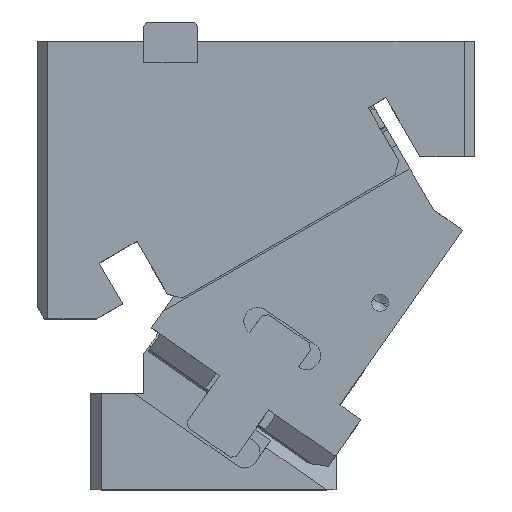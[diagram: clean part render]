
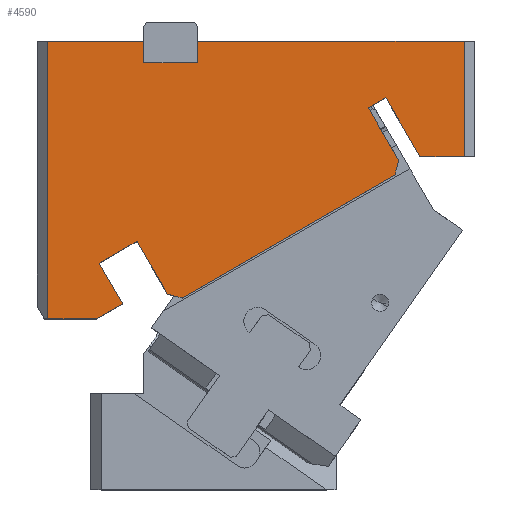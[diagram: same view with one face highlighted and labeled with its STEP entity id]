
A CAD part, top view. The second image highlights one B-rep face of the part: STEP entity #4590.
In plain terms, the highlighted planar face has unit normal (0, 0, 1).
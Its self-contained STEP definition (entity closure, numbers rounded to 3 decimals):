
#105=CARTESIAN_POINT('Vertex',(-122.157,-15.,30.)) ;
#108=CARTESIAN_POINT('Line Origine',(-133.579,-15.,30.)) ;
#112=CARTESIAN_POINT('Vertex',(-145.,-15.,30.)) ;
#603=CARTESIAN_POINT('Line Origine',(21.248,74.799,30.)) ;
#607=CARTESIAN_POINT('Vertex',(13.281,88.599,30.)) ;
#609=CARTESIAN_POINT('Vertex',(29.215,61.,30.)) ;
#719=CARTESIAN_POINT('Vertex',(5.054,83.849,30.)) ;
#722=CARTESIAN_POINT('Line Origine',(12.191,71.488,30.)) ;
#726=CARTESIAN_POINT('Vertex',(19.327,59.126,30.)) ;
#768=CARTESIAN_POINT('Vertex',(50.,61.,30.)) ;
#782=CARTESIAN_POINT('Vertex',(50.,115.,30.)) ;
#785=CARTESIAN_POINT('Line Origine',(50.,88.,30.)) ;
#815=CARTESIAN_POINT('Vertex',(-100.,115.,30.)) ;
#818=CARTESIAN_POINT('Line Origine',(-100.,110.,30.)) ;
#822=CARTESIAN_POINT('Vertex',(-100.,105.,30.)) ;
#855=CARTESIAN_POINT('Vertex',(-82.096,-5.204,30.)) ;
#858=CARTESIAN_POINT('Line Origine',(-85.511,-4.289,30.)) ;
#862=CARTESIAN_POINT('Vertex',(-88.926,-3.374,30.)) ;
#882=CARTESIAN_POINT('Line Origine',(-32.299,23.546,30.)) ;
#886=CARTESIAN_POINT('Vertex',(17.497,52.296,30.)) ;
#918=CARTESIAN_POINT('Line Origine',(18.412,55.711,30.)) ;
#3964=CARTESIAN_POINT('Line Origine',(-96.062,8.988,30.)) ;
#3968=CARTESIAN_POINT('Vertex',(-103.199,21.349,30.)) ;
#3990=CARTESIAN_POINT('Line Origine',(-87.5,105.,30.)) ;
#3994=CARTESIAN_POINT('Vertex',(-75.,105.,30.)) ;
#4009=CARTESIAN_POINT('Line Origine',(-75.,110.,30.)) ;
#4013=CARTESIAN_POINT('Vertex',(-75.,115.,30.)) ;
#4212=CARTESIAN_POINT('Line Origine',(39.608,61.,30.)) ;
#4243=CARTESIAN_POINT('Line Origine',(-12.5,115.,30.)) ;
#4311=CARTESIAN_POINT('Vertex',(-120.953,11.099,30.)) ;
#4314=CARTESIAN_POINT('Line Origine',(-115.453,1.573,30.)) ;
#4318=CARTESIAN_POINT('Vertex',(-109.953,-7.954,30.)) ;
#4355=CARTESIAN_POINT('Line Origine',(9.384,86.349,30.)) ;
#4359=CARTESIAN_POINT('Vertex',(5.487,84.099,30.)) ;
#4362=CARTESIAN_POINT('Line Origine',(5.27,83.974,30.)) ;
#4367=CARTESIAN_POINT('Line Origine',(-103.416,21.224,30.)) ;
#4371=CARTESIAN_POINT('Vertex',(-103.632,21.099,30.)) ;
#4374=CARTESIAN_POINT('Line Origine',(-112.292,16.099,30.)) ;
#4428=CARTESIAN_POINT('Vertex',(-145.,115.,30.)) ;
#4431=CARTESIAN_POINT('Line Origine',(-122.5,115.,30.)) ;
#4545=CARTESIAN_POINT('Line Origine',(-116.055,-11.477,30.)) ;
#4557=CARTESIAN_POINT('Axis2P3D Location',(55.,115.,30.)) ;
#4562=CARTESIAN_POINT('Line Origine',(-145.,50.,30.)) ;
#109=DIRECTION('Vector Direction',(1.,0.,0.)) ;
#604=DIRECTION('Vector Direction',(0.5,-0.866,0.)) ;
#723=DIRECTION('Vector Direction',(-0.5,0.866,0.)) ;
#786=DIRECTION('Vector Direction',(0.,1.,0.)) ;
#819=DIRECTION('Vector Direction',(0.,1.,0.)) ;
#859=DIRECTION('Vector Direction',(0.966,-0.259,0.)) ;
#883=DIRECTION('Vector Direction',(0.866,0.5,0.)) ;
#919=DIRECTION('Vector Direction',(0.259,0.966,0.)) ;
#3965=DIRECTION('Vector Direction',(-0.5,0.866,0.)) ;
#3991=DIRECTION('Vector Direction',(1.,0.,0.)) ;
#4010=DIRECTION('Vector Direction',(0.,1.,0.)) ;
#4213=DIRECTION('Vector Direction',(1.,0.,0.)) ;
#4244=DIRECTION('Vector Direction',(-1.,0.,0.)) ;
#4315=DIRECTION('Vector Direction',(-0.5,0.866,0.)) ;
#4356=DIRECTION('Vector Direction',(0.866,0.5,0.)) ;
#4363=DIRECTION('Vector Direction',(-0.866,-0.5,0.)) ;
#4368=DIRECTION('Vector Direction',(-0.866,-0.5,0.)) ;
#4375=DIRECTION('Vector Direction',(-0.866,-0.5,0.)) ;
#4432=DIRECTION('Vector Direction',(-1.,0.,0.)) ;
#4546=DIRECTION('Vector Direction',(0.866,0.5,0.)) ;
#4558=DIRECTION('Axis2P3D Direction',(0.,0.,1.)) ;
#4559=DIRECTION('Axis2P3D XDirection',(1.,0.,0.)) ;
#4563=DIRECTION('Vector Direction',(0.,-1.,0.)) ;
#4560=AXIS2_PLACEMENT_3D('Plane Axis2P3D',#4557,#4558,#4559) ;
#4568=ORIENTED_EDGE('',*,*,#728,.T.) ;
#4569=ORIENTED_EDGE('',*,*,#4366,.F.) ;
#4570=ORIENTED_EDGE('',*,*,#4361,.T.) ;
#4571=ORIENTED_EDGE('',*,*,#611,.T.) ;
#4572=ORIENTED_EDGE('',*,*,#4216,.T.) ;
#4573=ORIENTED_EDGE('',*,*,#789,.T.) ;
#4574=ORIENTED_EDGE('',*,*,#4247,.T.) ;
#4575=ORIENTED_EDGE('',*,*,#4015,.F.) ;
#4576=ORIENTED_EDGE('',*,*,#3996,.F.) ;
#4577=ORIENTED_EDGE('',*,*,#824,.T.) ;
#4578=ORIENTED_EDGE('',*,*,#4435,.T.) ;
#4579=ORIENTED_EDGE('',*,*,#4566,.T.) ;
#4580=ORIENTED_EDGE('',*,*,#114,.T.) ;
#4581=ORIENTED_EDGE('',*,*,#4549,.T.) ;
#4582=ORIENTED_EDGE('',*,*,#4320,.T.) ;
#4583=ORIENTED_EDGE('',*,*,#4378,.F.) ;
#4584=ORIENTED_EDGE('',*,*,#4373,.F.) ;
#4585=ORIENTED_EDGE('',*,*,#3970,.F.) ;
#4586=ORIENTED_EDGE('',*,*,#864,.T.) ;
#4587=ORIENTED_EDGE('',*,*,#888,.T.) ;
#4588=ORIENTED_EDGE('',*,*,#922,.T.) ;
#110=VECTOR('Line Direction',#109,1.) ;
#605=VECTOR('Line Direction',#604,1.) ;
#724=VECTOR('Line Direction',#723,1.) ;
#787=VECTOR('Line Direction',#786,1.) ;
#820=VECTOR('Line Direction',#819,1.) ;
#860=VECTOR('Line Direction',#859,1.) ;
#884=VECTOR('Line Direction',#883,1.) ;
#920=VECTOR('Line Direction',#919,1.) ;
#3966=VECTOR('Line Direction',#3965,1.) ;
#3992=VECTOR('Line Direction',#3991,1.) ;
#4011=VECTOR('Line Direction',#4010,1.) ;
#4214=VECTOR('Line Direction',#4213,1.) ;
#4245=VECTOR('Line Direction',#4244,1.) ;
#4316=VECTOR('Line Direction',#4315,1.) ;
#4357=VECTOR('Line Direction',#4356,1.) ;
#4364=VECTOR('Line Direction',#4363,1.) ;
#4369=VECTOR('Line Direction',#4368,1.) ;
#4376=VECTOR('Line Direction',#4375,1.) ;
#4433=VECTOR('Line Direction',#4432,1.) ;
#4547=VECTOR('Line Direction',#4546,1.) ;
#4564=VECTOR('Line Direction',#4563,1.) ;
#4590=ADVANCED_FACE('CAM HOLDER',(#4589),#4561,.T.) ;
#114=EDGE_CURVE('',#113,#106,#111,.T.) ;
#611=EDGE_CURVE('',#608,#610,#606,.T.) ;
#728=EDGE_CURVE('',#727,#720,#725,.T.) ;
#789=EDGE_CURVE('',#769,#783,#788,.T.) ;
#824=EDGE_CURVE('',#823,#816,#821,.T.) ;
#864=EDGE_CURVE('',#863,#856,#861,.T.) ;
#888=EDGE_CURVE('',#856,#887,#885,.T.) ;
#922=EDGE_CURVE('',#887,#727,#921,.T.) ;
#3970=EDGE_CURVE('',#863,#3969,#3967,.T.) ;
#3996=EDGE_CURVE('',#823,#3995,#3993,.T.) ;
#4015=EDGE_CURVE('',#3995,#4014,#4012,.T.) ;
#4216=EDGE_CURVE('',#610,#769,#4215,.T.) ;
#4247=EDGE_CURVE('',#783,#4014,#4246,.T.) ;
#4320=EDGE_CURVE('',#4319,#4312,#4317,.T.) ;
#4361=EDGE_CURVE('',#4360,#608,#4358,.T.) ;
#4366=EDGE_CURVE('',#4360,#720,#4365,.T.) ;
#4373=EDGE_CURVE('',#3969,#4372,#4370,.T.) ;
#4378=EDGE_CURVE('',#4372,#4312,#4377,.T.) ;
#4435=EDGE_CURVE('',#816,#4429,#4434,.T.) ;
#4549=EDGE_CURVE('',#106,#4319,#4548,.T.) ;
#4566=EDGE_CURVE('',#4429,#113,#4565,.T.) ;
#4567=EDGE_LOOP('',(#4568,#4569,#4570,#4571,#4572,#4573,#4574,#4575,#4576,#4577,#4578,#4579,#4580,#4581,#4582,#4583,#4584,#4585,#4586,#4587,#4588)) ;
#4589=FACE_OUTER_BOUND('',#4567,.T.) ;
#111=LINE('Line',#108,#110) ;
#606=LINE('Line',#603,#605) ;
#725=LINE('Line',#722,#724) ;
#788=LINE('Line',#785,#787) ;
#821=LINE('Line',#818,#820) ;
#861=LINE('Line',#858,#860) ;
#885=LINE('Line',#882,#884) ;
#921=LINE('Line',#918,#920) ;
#3967=LINE('Line',#3964,#3966) ;
#3993=LINE('Line',#3990,#3992) ;
#4012=LINE('Line',#4009,#4011) ;
#4215=LINE('Line',#4212,#4214) ;
#4246=LINE('Line',#4243,#4245) ;
#4317=LINE('Line',#4314,#4316) ;
#4358=LINE('Line',#4355,#4357) ;
#4365=LINE('Line',#4362,#4364) ;
#4370=LINE('Line',#4367,#4369) ;
#4377=LINE('Line',#4374,#4376) ;
#4434=LINE('Line',#4431,#4433) ;
#4548=LINE('Line',#4545,#4547) ;
#4565=LINE('Line',#4562,#4564) ;
#4561=PLANE('Plane',#4560) ;
#106=VERTEX_POINT('',#105) ;
#113=VERTEX_POINT('',#112) ;
#608=VERTEX_POINT('',#607) ;
#610=VERTEX_POINT('',#609) ;
#720=VERTEX_POINT('',#719) ;
#727=VERTEX_POINT('',#726) ;
#769=VERTEX_POINT('',#768) ;
#783=VERTEX_POINT('',#782) ;
#816=VERTEX_POINT('',#815) ;
#823=VERTEX_POINT('',#822) ;
#856=VERTEX_POINT('',#855) ;
#863=VERTEX_POINT('',#862) ;
#887=VERTEX_POINT('',#886) ;
#3969=VERTEX_POINT('',#3968) ;
#3995=VERTEX_POINT('',#3994) ;
#4014=VERTEX_POINT('',#4013) ;
#4312=VERTEX_POINT('',#4311) ;
#4319=VERTEX_POINT('',#4318) ;
#4360=VERTEX_POINT('',#4359) ;
#4372=VERTEX_POINT('',#4371) ;
#4429=VERTEX_POINT('',#4428) ;
